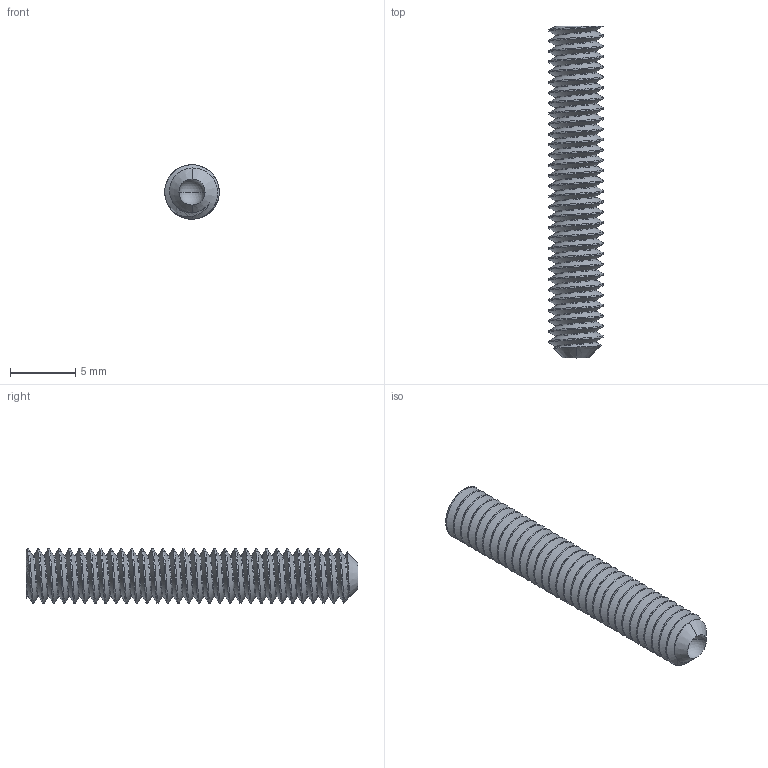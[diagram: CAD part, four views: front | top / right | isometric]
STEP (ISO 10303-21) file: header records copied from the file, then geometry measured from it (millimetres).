
FILE_DESCRIPTION (( 'STEP AP214' ), '1' );
FILE_NAME ('276-4988-001 Rev1.STEP', '2016-04-14T17:52:07', ( '' ), ( '' ), 'SwSTEP 2.0', 'SolidWorks 2015', '' );
FILE_SCHEMA (( 'AUTOMOTIVE_DESIGN' ));
Length unit declared in the file: millimetre
Products named in the file (1): 276-4988-001 Rev1
Bounding box: 4.17 x 25.4 x 4.17 mm (x, y, z)
Volume: 258.6 mm3; surface area: 532.7 mm2
Topology: 1 solids, 1 shells, 97 faces, 279 edges, 181 vertices
Faces by surface type: cylinder 80, cone 11, bspline 3, sphere 2, plane 1
Entity records: 13271 total; most frequent: CARTESIAN_POINT 11131, ORIENTED_EDGE 550, DIRECTION 304, EDGE_CURVE 275, VERTEX_POINT 181, B_SPLINE_CURVE_WITH_KNOTS 112, AXIS2_PLACEMENT_3D 110, EDGE_LOOP 98
